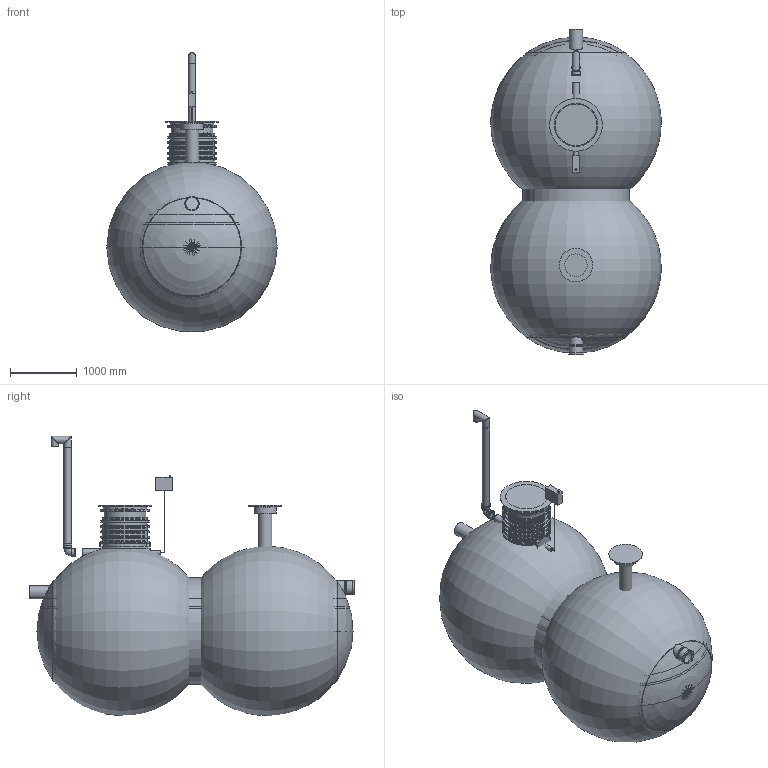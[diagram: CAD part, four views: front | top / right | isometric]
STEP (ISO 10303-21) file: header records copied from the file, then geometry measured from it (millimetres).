
FILE_DESCRIPTION(/* description */ ('Unknown'),/* implementation_level */ '2;1');
FILE_NAME(/* name */ 'II klassi eraldaja NS20',/* time_stamp */ '2023-04-11T13:54:21+03:00',/* author */ ('Unknown'),/* organization */ ('Unknown'),/* preprocessor_version */ 'ST-DEVELOPER v18.1',/* originating_system */ 'Solid Edge',/* authorisation */ 'Unknown');
FILE_SCHEMA (('AUTOMOTIVE_DESIGN {1 0 10303 214 3 1 1}'));
Length unit declared in the file: millimetre
Products named in the file (40): II klassi eraldaja NS20; 2262_ots1; 2262.002; 2262_ots2; muhvots_200.pikem; Polv D200; MuhvD200; 2262.004; muhvots_200.pikem_2262; 2262.011; Ribi 1600_oa_0; 2693.001_var3_oa_1; Ribi 1600; 2262.005; 2262.006; muhvots_200; 2262.009; Olikihi eraldamise toru 2klassi puudurile 48066; Toru D200 48066; Kasulik maht_2262; Õlikihi maht_2262; Sette maht_2262; 2697.001 tihend teeninduskaevule 670_var2; D665 KP silinder 26.04.19; 2703.001; Malmluuk_D600_(Ginmika); Malmluugi_korpus_D600_(Ginmika); Malmluugi_kaan_D600_(Ginmika); RoundTubing 110x6.6_oa_2; RoundTubing 63x4.7_oa_3; PE_vent_malm_L=1500; PVC_polv_110; PE venttoru DN100 L=1500; Rotoventiots; Malmluuk 315; elektrikarp loikefotole; Ujuk_oa_4; Ujuk_oa_5; Ujuk_oa_6; RoundTubing 25x2.3_oa_7
Assembly tree (44 placements, depth 3):
  II klassi eraldaja NS20
    2262_ots1
    2262.002
    2262_ots2
    muhvots_200.pikem
    Polv D200  x2
    MuhvD200
    2262.004
    muhvots_200.pikem_2262
    2262.011
    Ribi 1600_oa_0
    2693.001_var3_oa_1
    Ribi 1600  x4
    2262.005
    2262.006
    muhvots_200
    2262.009
    Olikihi eraldamise toru 2klassi puudurile 48066
      Toru D200 48066
    Kasulik maht_2262
    Õlikihi maht_2262
    Sette maht_2262
    2697.001 tihend teeninduskaevule 670_var2  x2
    D665 KP silinder 26.04.19
    2703.001
    Malmluuk_D600_(Ginmika)
      Malmluugi_korpus_D600_(Ginmika)
      Malmluugi_kaan_D600_(Ginmika)
    RoundTubing 110x6.6_oa_2
    RoundTubing 63x4.7_oa_3
    PE_vent_malm_L=1500
      PVC_polv_110
      PE venttoru DN100 L=1500
      Rotoventiots
    Malmluuk 315
    elektrikarp loikefotole
    Ujuk_oa_4
    Ujuk_oa_5
    Ujuk_oa_6
    RoundTubing 25x2.3_oa_7
Bounding box: 2551.93 x 4874 x 4181.13 mm (x, y, z)
Volume: 27539330244.1 mm3; surface area: 169694626.4 mm2
Topology: 43 solids, 43 shells, 738 faces, 1702 edges, 1109 vertices
Faces by surface type: plane 282, cylinder 251, torus 138, cone 33, bspline 26, sphere 8
Full cylindrical faces by diameter (mm): 5 x3, 6 x1, 8.5 x3, 10 x31, 20 x1, 20.4 x1, 25 x1, 53.6 x1, 63 x1, 96.8 x1, 100 x2, 103.2 x3, 105 x1, 110 x9, 120 x2, 130 x2, 184 x3, 188 x1, 190 x4, 200 x20, 205 x3, 208 x1, 212 x4, 215 x3, 217 x2, 230 x2, 233 x2, 315 x1, 335 x1, 500 x1
Entity records: 22773 total; most frequent: CARTESIAN_POINT 7761, DIRECTION 2932, ORIENTED_EDGE 2432, AXIS2_PLACEMENT_3D 1315, EDGE_CURVE 1216, FACE_BOUND 1117, EDGE_LOOP 1115, VERTEX_POINT 933
